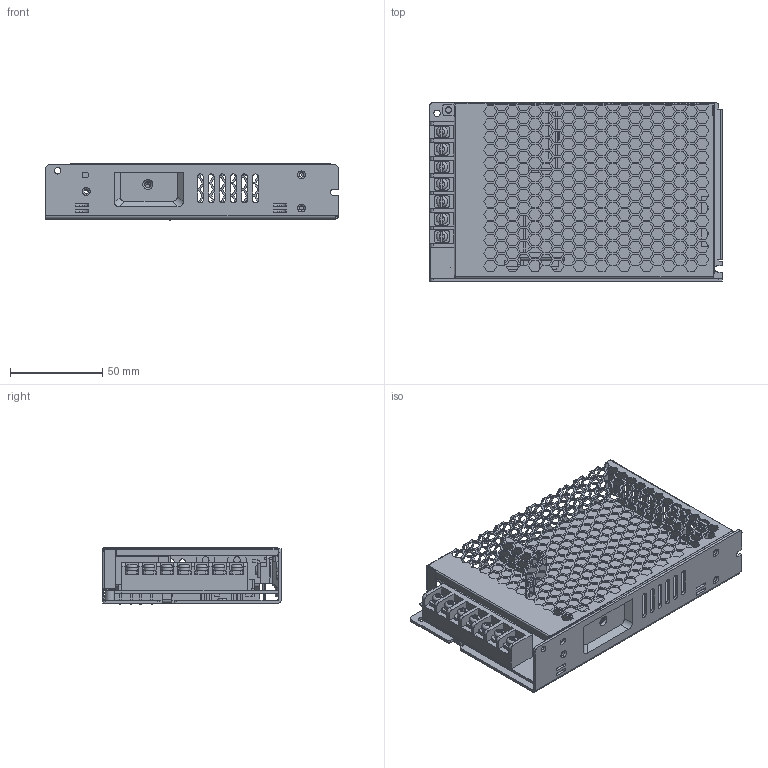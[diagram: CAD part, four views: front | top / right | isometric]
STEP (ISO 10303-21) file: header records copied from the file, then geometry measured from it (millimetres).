
FILE_DESCRIPTION(('Creo Elements/Direct Modeling STEP Export'),'2;1');
FILE_NAME('LRS-150.stp','2015-09-10T17:34:38',(''),(''),'PTC Creo Elements/Direct Modeling STEP processor for AP214 (Solid Model)','PTC Creo Elements/Direct Modeling 19.0 09-May-2014 (C) Parametric Technology GmbH','');
FILE_SCHEMA(('AUTOMOTIVE_DESIGN { 1 0 10303 214 1 1 1 1 }'));
Length unit declared in the file: millimetre
Products named in the file (20): PCB; a1; MOS15.5x10.1.1.1.1.1.1.1.3.2; MHS033.1; p2; pin.1.1; HS; HS1; HS2; G5; tttt; DD; DDD; DDD.1; 底座; 33; 22.1; p1; p1.1; LRS-150
Assembly tree (22 placements, depth 3):
  LRS-150
    p1.1
    p1
    22.1
    33
    MOS15.5x10.1.1.1.1.1.1.1.3.2  x4
    底座
      DDD.1
      DDD
      DD
      tttt
    G5
      HS2
      HS1
    HS
      pin.1.1
      p2
    MHS033.1
    a1
      PCB
Bounding box: 159 x 97 x 30.6 mm (x, y, z)
Volume: 79555.1 mm3; surface area: 107782.5 mm2
Topology: 14 solids, 14 shells, 3044 faces, 8865 edges, 5835 vertices
Faces by surface type: plane 2633, cylinder 333, torus 42, bspline 32, cone 4
Entity records: 103187 total; most frequent: CARTESIAN_POINT 23145, ORIENTED_EDGE 17342, DIRECTION 14311, EDGE_CURVE 8669, VECTOR 7625, LINE 7625, VERTEX_POINT 5703, EDGE_LOOP 3656
